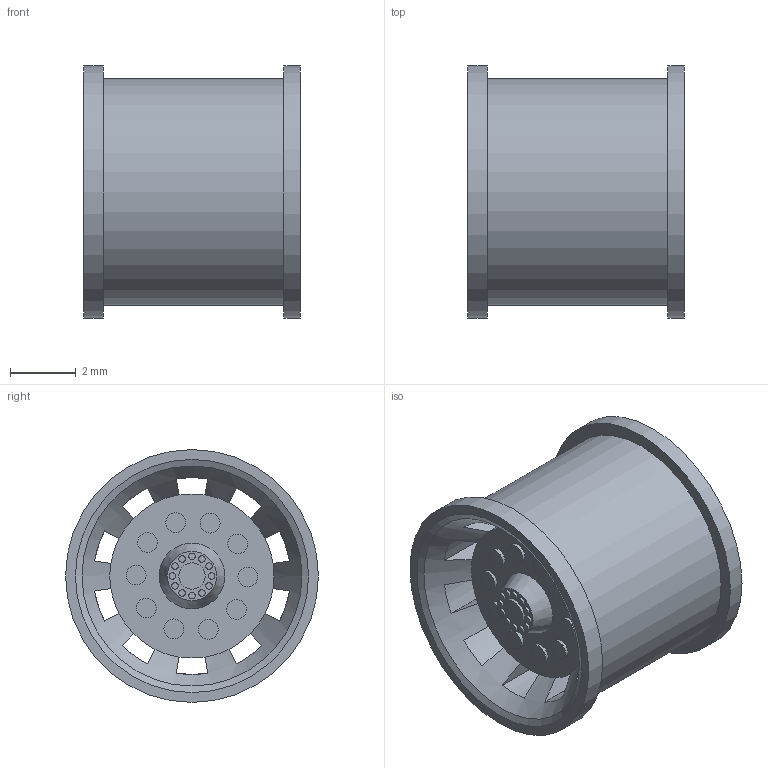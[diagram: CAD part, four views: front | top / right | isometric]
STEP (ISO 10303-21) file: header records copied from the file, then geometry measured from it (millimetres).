
FILE_DESCRIPTION(('FreeCAD Model'),'2;1');
FILE_NAME('Gente-Arriere.step','2016-01-23T10:33:46',('Almisuifre'),(''), 'Open CASCADE STEP processor 6.8','FreeCAD','Unknown');
FILE_SCHEMA(('AUTOMOTIVE_DESIGN_CC2 { 1 2 10303 214 -1 1 5 4 }'));
Length unit declared in the file: millimetre
Products named in the file (2): ASSEMBLY; Pad002
Assembly tree (1 placements, depth 2):
  ASSEMBLY
    Pad002
Bounding box: 6.6 x 7.7 x 7.7 mm (x, y, z)
Volume: 131.5 mm3; surface area: 429.8 mm2
Topology: 1 solids, 1 shells, 105 faces, 237 edges, 144 vertices
Faces by surface type: plane 52, cylinder 49, cone 4
Full cylindrical faces by diameter (mm): 0.2 x12, 0.6 x10, 0.8 x1, 1 x1, 3 x1, 6 x1, 6.9 x1, 7.7 x2
Entity records: 6227 total; most frequent: CARTESIAN_POINT 1338, DIRECTION 953, ORIENTED_EDGE 474, PCURVE 474, DEFINITIONAL_REPRESENTATION 474, LINE 445, VECTOR 445, EDGE_CURVE 237
